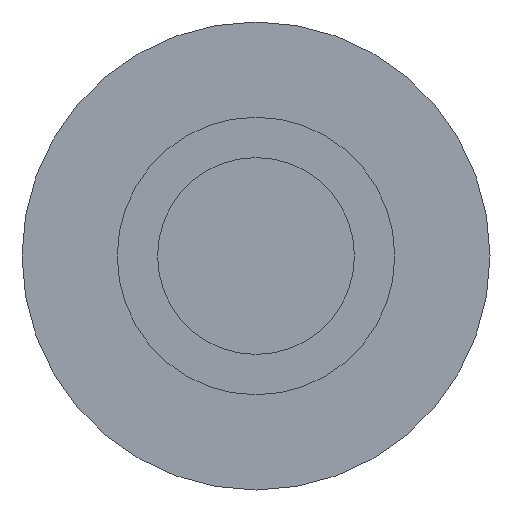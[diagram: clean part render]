
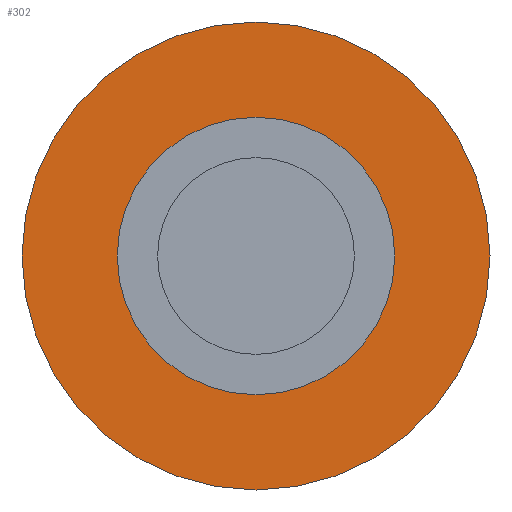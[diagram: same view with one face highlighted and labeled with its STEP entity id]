
A CAD part, front view. The second image highlights one B-rep face of the part: STEP entity #302.
In plain terms, the highlighted planar face has unit normal (0, -1, 0).
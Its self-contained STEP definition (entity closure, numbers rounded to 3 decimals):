
#3 = CARTESIAN_POINT ( 'NONE',  ( 0., 0., -1.72 ) ) ;
#10 = CIRCLE ( 'NONE', #74, 2.9 ) ;
#13 = DIRECTION ( 'NONE',  ( 0., -1., 0. ) ) ;
#26 = AXIS2_PLACEMENT_3D ( 'NONE', #62, #95, #310 ) ;
#27 = ORIENTED_EDGE ( 'NONE', *, *, #38, .F. ) ;
#30 = EDGE_CURVE ( 'NONE', #423, #333, #306, .T. ) ;
#38 = EDGE_CURVE ( 'NONE', #333, #423, #268, .T. ) ;
#46 = FACE_BOUND ( 'NONE', #439, .T. ) ;
#60 = PLANE ( 'NONE',  #26 ) ;
#62 = CARTESIAN_POINT ( 'NONE',  ( 0., 0., 0. ) ) ;
#64 = EDGE_LOOP ( 'NONE', ( #278, #362 ) ) ;
#74 = AXIS2_PLACEMENT_3D ( 'NONE', #373, #161, #187 ) ;
#81 = EDGE_CURVE ( 'NONE', #211, #98, #10, .T. ) ;
#87 = AXIS2_PLACEMENT_3D ( 'NONE', #290, #181, #364 ) ;
#95 = DIRECTION ( 'NONE',  ( 0., 1., 0. ) ) ;
#98 = VERTEX_POINT ( 'NONE', #129 ) ;
#129 = CARTESIAN_POINT ( 'NONE',  ( 0., 0., 2.9 ) ) ;
#145 = FACE_OUTER_BOUND ( 'NONE', #64, .T. ) ;
#150 = DIRECTION ( 'NONE',  ( 0., -1., 0. ) ) ;
#158 = ORIENTED_EDGE ( 'NONE', *, *, #30, .F. ) ;
#161 = DIRECTION ( 'NONE',  ( 0., 1., 0. ) ) ;
#181 = DIRECTION ( 'NONE',  ( 0., 1., 0. ) ) ;
#187 = DIRECTION ( 'NONE',  ( 0., 0., 1. ) ) ;
#211 = VERTEX_POINT ( 'NONE', #341 ) ;
#214 = CARTESIAN_POINT ( 'NONE',  ( 0., 0., 1.72 ) ) ;
#268 = CIRCLE ( 'NONE', #344, 1.72 ) ;
#277 = AXIS2_PLACEMENT_3D ( 'NONE', #296, #150, #366 ) ;
#278 = ORIENTED_EDGE ( 'NONE', *, *, #81, .F. ) ;
#290 = CARTESIAN_POINT ( 'NONE',  ( 0., 0., 0. ) ) ;
#296 = CARTESIAN_POINT ( 'NONE',  ( 0., 0., 0. ) ) ;
#302 = ADVANCED_FACE ( 'NONE', ( #145, #46 ), #60, .F. ) ;
#306 = CIRCLE ( 'NONE', #277, 1.72 ) ;
#310 = DIRECTION ( 'NONE',  ( 0., 0., 1. ) ) ;
#333 = VERTEX_POINT ( 'NONE', #214 ) ;
#341 = CARTESIAN_POINT ( 'NONE',  ( 0., 0., -2.9 ) ) ;
#344 = AXIS2_PLACEMENT_3D ( 'NONE', #402, #13, #405 ) ;
#362 = ORIENTED_EDGE ( 'NONE', *, *, #411, .F. ) ;
#364 = DIRECTION ( 'NONE',  ( 0., 0., 1. ) ) ;
#366 = DIRECTION ( 'NONE',  ( 0., 0., 1. ) ) ;
#373 = CARTESIAN_POINT ( 'NONE',  ( 0., 0., 0. ) ) ;
#402 = CARTESIAN_POINT ( 'NONE',  ( 0., 0., 0. ) ) ;
#405 = DIRECTION ( 'NONE',  ( 0., 0., 1. ) ) ;
#411 = EDGE_CURVE ( 'NONE', #98, #211, #434, .T. ) ;
#423 = VERTEX_POINT ( 'NONE', #3 ) ;
#434 = CIRCLE ( 'NONE', #87, 2.9 ) ;
#439 = EDGE_LOOP ( 'NONE', ( #27, #158 ) ) ;
